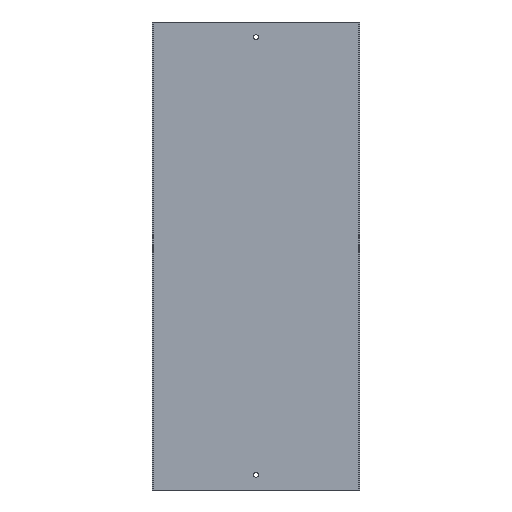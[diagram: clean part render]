
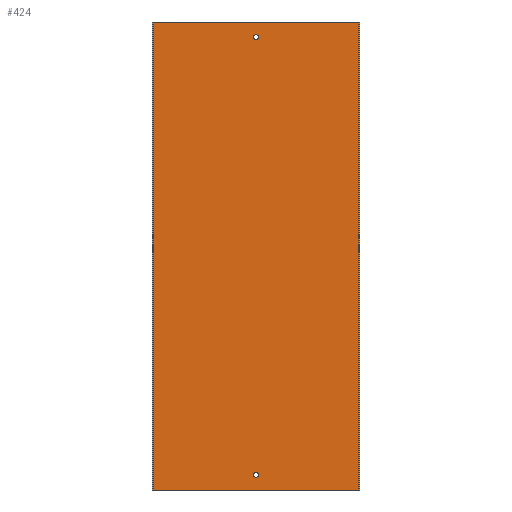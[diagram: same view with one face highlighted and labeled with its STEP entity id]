
A CAD part, front view. The second image highlights one B-rep face of the part: STEP entity #424.
In plain terms, the highlighted planar face has unit normal (0, -1, 0).
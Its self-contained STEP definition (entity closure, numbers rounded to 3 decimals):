
#13 = CARTESIAN_POINT ( 'NONE',  ( 0., 0., 17.5 ) ) ;
#16 = CARTESIAN_POINT ( 'NONE',  ( -101., 0., 460. ) ) ;
#27 = CARTESIAN_POINT ( 'NONE',  ( -101., 0., 0. ) ) ;
#34 = PLANE ( 'NONE',  #168 ) ;
#38 = DIRECTION ( 'NONE',  ( 0., 0., -1. ) ) ;
#39 = DIRECTION ( 'NONE',  ( 0., 1., 0. ) ) ;
#64 = CARTESIAN_POINT ( 'NONE',  ( 101., 0., 460. ) ) ;
#65 = CARTESIAN_POINT ( 'NONE',  ( 101., 0., 460. ) ) ;
#66 = CARTESIAN_POINT ( 'NONE',  ( -101., 0., 460. ) ) ;
#67 = CARTESIAN_POINT ( 'NONE',  ( -101., 0., 0. ) ) ;
#69 = CARTESIAN_POINT ( 'NONE',  ( -101., 0., 460. ) ) ;
#71 = DIRECTION ( 'NONE',  ( 0., 0., -1. ) ) ;
#80 = CARTESIAN_POINT ( 'NONE',  ( -101., 0., 460. ) ) ;
#88 = CARTESIAN_POINT ( 'NONE',  ( 0., 0., 445. ) ) ;
#99 = DIRECTION ( 'NONE',  ( 0., -1., 0. ) ) ;
#102 = DIRECTION ( 'NONE',  ( 0., 0., 1. ) ) ;
#107 = CARTESIAN_POINT ( 'NONE',  ( 0., 0., 15. ) ) ;
#109 = DIRECTION ( 'NONE',  ( 0., -1., 0. ) ) ;
#110 = DIRECTION ( 'NONE',  ( 0., 0., 1. ) ) ;
#116 = DIRECTION ( 'NONE',  ( 1., 0., 0. ) ) ;
#119 = DIRECTION ( 'NONE',  ( 1., 0., 0. ) ) ;
#127 = CARTESIAN_POINT ( 'NONE',  ( 101., 0., 0. ) ) ;
#144 = DIRECTION ( 'NONE',  ( 0., 0., 1. ) ) ;
#150 = CARTESIAN_POINT ( 'NONE',  ( 0., 0., 447.5 ) ) ;
#153 = EDGE_LOOP ( 'NONE', ( #269 ) ) ;
#157 = EDGE_LOOP ( 'NONE', ( #281 ) ) ;
#163 = EDGE_LOOP ( 'NONE', ( #270, #266, #268, #343 ) ) ;
#168 = AXIS2_PLACEMENT_3D ( 'NONE', #69, #39, #144 ) ;
#174 = AXIS2_PLACEMENT_3D ( 'NONE', #107, #109, #110 ) ;
#175 = AXIS2_PLACEMENT_3D ( 'NONE', #88, #99, #102 ) ;
#177 = EDGE_CURVE ( 'NONE', #402, #312, #259, .T. ) ;
#203 = EDGE_CURVE ( 'NONE', #407, #406, #280, .T. ) ;
#205 = EDGE_CURVE ( 'NONE', #350, #350, #417, .T. ) ;
#206 = EDGE_CURVE ( 'NONE', #349, #349, #418, .T. ) ;
#207 = EDGE_CURVE ( 'NONE', #406, #312, #405, .T. ) ;
#208 = EDGE_CURVE ( 'NONE', #407, #402, #340, .T. ) ;
#258 = VECTOR ( 'NONE', #38, 1000. ) ;
#259 = LINE ( 'NONE', #65, #258 ) ;
#266 = ORIENTED_EDGE ( 'NONE', *, *, #177, .F. ) ;
#268 = ORIENTED_EDGE ( 'NONE', *, *, #208, .F. ) ;
#269 = ORIENTED_EDGE ( 'NONE', *, *, #206, .F. ) ;
#270 = ORIENTED_EDGE ( 'NONE', *, *, #207, .T. ) ;
#274 = VECTOR ( 'NONE', #119, 1000. ) ;
#280 = LINE ( 'NONE', #66, #388 ) ;
#281 = ORIENTED_EDGE ( 'NONE', *, *, #205, .F. ) ;
#312 = VERTEX_POINT ( 'NONE', #127 ) ;
#313 = VECTOR ( 'NONE', #116, 1000. ) ;
#340 = LINE ( 'NONE', #80, #274 ) ;
#343 = ORIENTED_EDGE ( 'NONE', *, *, #203, .T. ) ;
#349 = VERTEX_POINT ( 'NONE', #13 ) ;
#350 = VERTEX_POINT ( 'NONE', #150 ) ;
#363 = FACE_BOUND ( 'NONE', #153, .T. ) ;
#380 = FACE_OUTER_BOUND ( 'NONE', #163, .T. ) ;
#388 = VECTOR ( 'NONE', #71, 1000. ) ;
#402 = VERTEX_POINT ( 'NONE', #64 ) ;
#405 = LINE ( 'NONE', #67, #313 ) ;
#406 = VERTEX_POINT ( 'NONE', #27 ) ;
#407 = VERTEX_POINT ( 'NONE', #16 ) ;
#417 = CIRCLE ( 'NONE', #175, 2.5 ) ;
#418 = CIRCLE ( 'NONE', #174, 2.5 ) ;
#420 = FACE_BOUND ( 'NONE', #157, .T. ) ;
#424 = ADVANCED_FACE ( 'NONE', ( #420, #363, #380 ), #34, .F. ) ;
